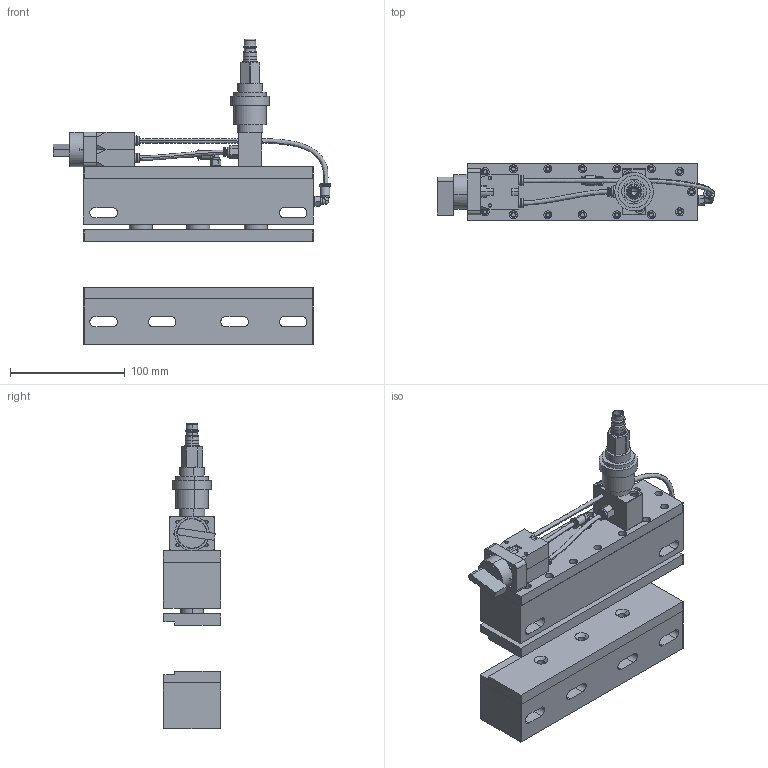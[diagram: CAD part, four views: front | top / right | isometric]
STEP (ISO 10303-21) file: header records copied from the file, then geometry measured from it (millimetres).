
FILE_DESCRIPTION(('HOOPS Exchange Step'),'2;1');
FILE_NAME('export-73B31F7B-0F3B-4365-A434-9FEE5F1F0C47.stp','2023-06-08T12:08:15+02:00',('Engineering'),('Alibre'),'HOOPS Exchange 2021.0','Alibre','Unknown authorisation');
FILE_SCHEMA( ('AP242_MANAGED_MODEL_BASED_3D_ENGINEERING_MIM_LF {1 0 10303 442 1 1 4 }') );
Length unit declared in the file: millimetre
Products named in the file (20): 6317-14 Pneumatic Clamp PS-200-AL; 6317-11 Pneumatic Clamp PS-200-AL; 6317-17 Pneumatic Clamp PS-200-AL; 6317-9 Pneumatic Clamp PS-200-AL; 6317-13 Pneumatic Clamp PS-200-AL; 6317-5 Pneumatic Clamp PS-200-AL; 6317-7 Pneumatic Clamp PS-200-AL; 6317-6 Pneumatic Clamp PS-200-AL; 6317-10 Pneumatic Clamp PS-200-AL; 6317-8 Pneumatic Clamp PS-200-AL; 6317-4 Pneumatic Clamp PS-200-AL; 6317-18 Pneumatic Clamp PS-200-AL; 6317-2 Pneumatic Clamp PS-200-ALKupplungsstecker_1_4_I_2_03; 6317-15 Pneumatic Clamp PS-200-AL; 6317-16 Pneumatic Clamp PS-200-AL; 6317-19 Pneumatic Clamp PS-200-AL; 6317-3 Pneumatic Clamp PS-200-AL; 6317-1 Pneumatic Clamp PS-200-AL 5_3 Valve; 6317-12 Pneumatic Clamp PS-200-ALMini Oiler; 6317 Pneumatic Clamp PS-200-AL
Assembly tree (21 placements, depth 3):
  6317 Pneumatic Clamp PS-200-AL
    6317-14 Pneumatic Clamp PS-200-AL  x2
    6317-11 Pneumatic Clamp PS-200-AL
    6317-17 Pneumatic Clamp PS-200-AL
    6317-9 Pneumatic Clamp PS-200-AL  x2
    6317-13 Pneumatic Clamp PS-200-AL
    6317-5 Pneumatic Clamp PS-200-AL
    6317-7 Pneumatic Clamp PS-200-AL
    6317-6 Pneumatic Clamp PS-200-AL
    6317-18 Pneumatic Clamp PS-200-AL
      6317-10 Pneumatic Clamp PS-200-AL
      6317-8 Pneumatic Clamp PS-200-AL
      6317-4 Pneumatic Clamp PS-200-AL
    6317-2 Pneumatic Clamp PS-200-ALKupplungsstecker_1_4_I_2_03
    6317-1 Pneumatic Clamp PS-200-AL 5_3 Valve
      6317-15 Pneumatic Clamp PS-200-AL
      6317-16 Pneumatic Clamp PS-200-AL
      6317-19 Pneumatic Clamp PS-200-AL
      6317-3 Pneumatic Clamp PS-200-AL
    6317-12 Pneumatic Clamp PS-200-ALMini Oiler
Bounding box: 241.9 x 50 x 266 mm (x, y, z)
Volume: 1068143.5 mm3; surface area: 260411 mm2
Topology: 19 solids, 20 shells, 1000 faces, 2426 edges, 1544 vertices
Faces by surface type: cylinder 461, plane 363, cone 132, bspline 28, torus 8, sphere 8
Entity records: 28293 total; most frequent: CARTESIAN_POINT 5995, DIRECTION 4834, ORIENTED_EDGE 4308, EDGE_CURVE 2154, AXIS2_PLACEMENT_3D 1904, VERTEX_POINT 1391, EDGE_LOOP 1095, FACE_BOUND 1095
